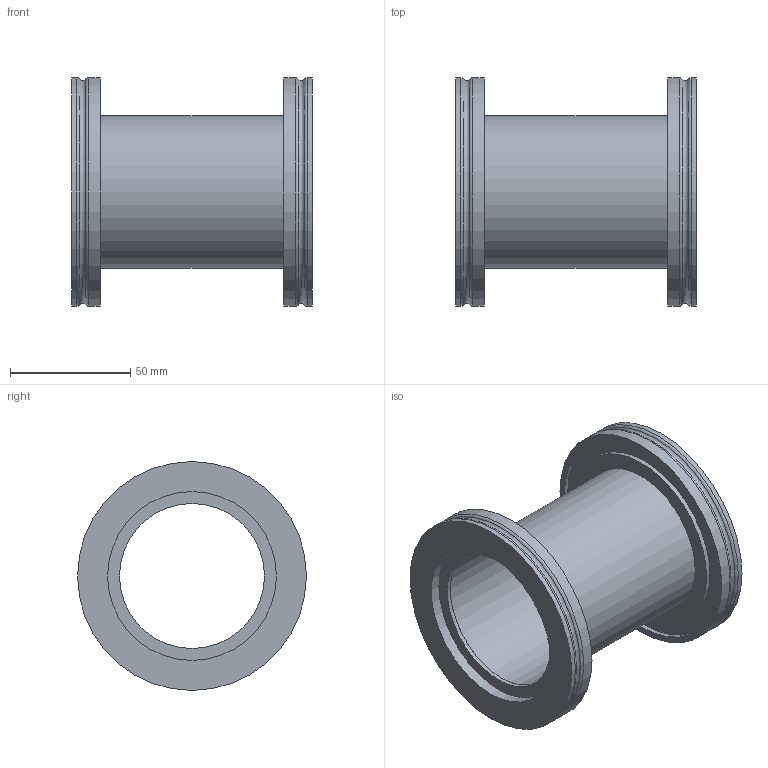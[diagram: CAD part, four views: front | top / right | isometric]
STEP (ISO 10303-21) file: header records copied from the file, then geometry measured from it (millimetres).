
FILE_DESCRIPTION (( 'STEP AP214' ), '1' );
FILE_NAME ('P1ISOK63100FULLVAC.STEP', '2025-12-03T16:00:04', ( '' ), ( '' ), 'SwSTEP 2.0', 'SolidWorks 2017', '' );
FILE_SCHEMA (( 'AUTOMOTIVE_DESIGN' ));
Length unit declared in the file: millimetre
Products named in the file (3): BS1ISOK63 FULLVAC_64; TUBEDNSTANDARDFULLVAC_DN63-P1ISOK; P1ISOK63100FULLVAC
Assembly tree (3 placements, depth 2):
  P1ISOK63100FULLVAC
    TUBEDNSTANDARDFULLVAC_DN63-P1ISOK
    BS1ISOK63 FULLVAC_64  x2
Bounding box: 100 x 95 x 95 mm (x, y, z)
Volume: 106383.5 mm3; surface area: 66352 mm2
Topology: 3 solids, 3 shells, 40 faces, 66 edges, 40 vertices
Faces by surface type: cylinder 16, plane 14, torus 8, cone 2
Full cylindrical faces by diameter (mm): 60.2 x2, 60.3 x1, 63.5 x1, 63.8 x2, 70.1 x2, 77.2 x2, 89.9 x2, 95 x4
Entity records: 570 total; most frequent: DIRECTION 100, CARTESIAN_POINT 72, AXIS2_PLACEMENT_3D 50, ORIENTED_EDGE 44, EDGE_LOOP 44, FACE_OUTER_BOUND 35, EDGE_CURVE 22, CIRCLE 22
